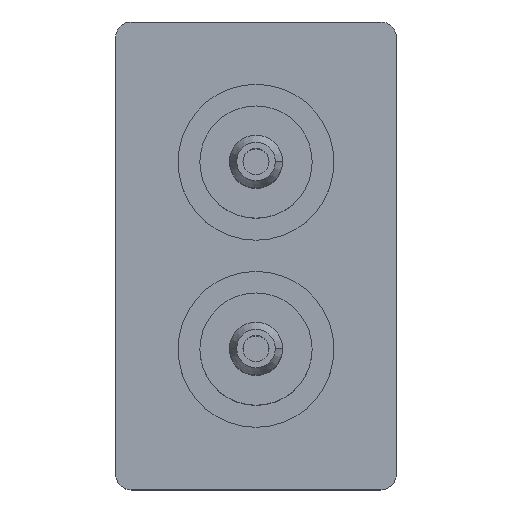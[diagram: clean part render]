
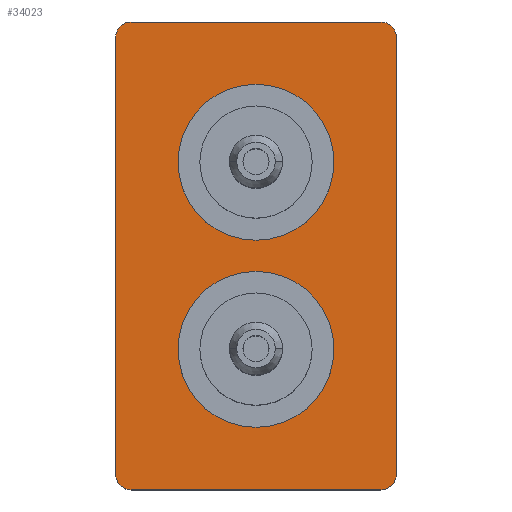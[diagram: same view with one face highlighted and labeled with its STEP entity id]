
A CAD part, top view. The second image highlights one B-rep face of the part: STEP entity #34023.
In plain terms, the highlighted planar face has unit normal (0, 0, 1).
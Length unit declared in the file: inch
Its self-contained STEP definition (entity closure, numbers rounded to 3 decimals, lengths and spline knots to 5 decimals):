
#26453=DIRECTION('',(0.,-1.,0.));
#26454=VECTOR('',#26453,0.7);
#26455=CARTESIAN_POINT('',(-0.225,0.725,0.));
#26456=LINE('',#26455,#26454);
#27045=CARTESIAN_POINT('',(0.,0.525,0.));
#27046=DIRECTION('',(0.,0.,-1.));
#27047=DIRECTION('',(-1.,0.,0.));
#27048=AXIS2_PLACEMENT_3D('',#27045,#27046,#27047);
#27050=CARTESIAN_POINT('',(0.,0.525,0.));
#27051=DIRECTION('',(0.,0.,-1.));
#27052=DIRECTION('',(1.,0.,0.));
#27053=AXIS2_PLACEMENT_3D('',#27050,#27051,#27052);
#27055=CARTESIAN_POINT('',(0.,0.225,0.));
#27056=DIRECTION('',(0.,0.,-1.));
#27057=DIRECTION('',(1.,0.,0.));
#27058=AXIS2_PLACEMENT_3D('',#27055,#27056,#27057);
#27060=CARTESIAN_POINT('',(0.,0.225,0.));
#27061=DIRECTION('',(0.,0.,-1.));
#27062=DIRECTION('',(-1.,0.,0.));
#27063=AXIS2_PLACEMENT_3D('',#27060,#27061,#27062);
#27065=CARTESIAN_POINT('',(0.2,0.725,0.));
#27066=DIRECTION('',(0.,0.,1.));
#27067=DIRECTION('',(1.,0.,0.));
#27068=AXIS2_PLACEMENT_3D('',#27065,#27066,#27067);
#27070=CARTESIAN_POINT('',(0.2,0.025,0.));
#27071=DIRECTION('',(0.,0.,1.));
#27072=DIRECTION('',(0.,-1.,0.));
#27073=AXIS2_PLACEMENT_3D('',#27070,#27071,#27072);
#27075=CARTESIAN_POINT('',(-0.2,0.025,0.));
#27076=DIRECTION('',(0.,0.,1.));
#27077=DIRECTION('',(-1.,0.,0.));
#27078=AXIS2_PLACEMENT_3D('',#27075,#27076,#27077);
#27080=CARTESIAN_POINT('',(-0.2,0.725,0.));
#27081=DIRECTION('',(0.,0.,1.));
#27082=DIRECTION('',(0.,1.,0.));
#27083=AXIS2_PLACEMENT_3D('',#27080,#27081,#27082);
#27085=DIRECTION('',(1.,0.,0.));
#27086=VECTOR('',#27085,0.4);
#27087=CARTESIAN_POINT('',(-0.2,0.75,0.));
#27088=LINE('',#27087,#27086);
#27300=DIRECTION('',(1.,0.,0.));
#27301=VECTOR('',#27300,0.4);
#27302=CARTESIAN_POINT('',(-0.2,0.,0.));
#27303=LINE('',#27302,#27301);
#27344=DIRECTION('',(0.,-1.,0.));
#27345=VECTOR('',#27344,0.7);
#27346=CARTESIAN_POINT('',(0.225,0.725,0.));
#27347=LINE('',#27346,#27345);
#31963=CARTESIAN_POINT('',(-0.101,0.525,0.));
#31964=CARTESIAN_POINT('',(0.101,0.525,0.));
#31965=VERTEX_POINT('',#31963);
#31966=VERTEX_POINT('',#31964);
#31971=CARTESIAN_POINT('',(0.101,0.225,0.));
#31972=CARTESIAN_POINT('',(-0.101,0.225,0.));
#31973=VERTEX_POINT('',#31971);
#31974=VERTEX_POINT('',#31972);
#32005=CARTESIAN_POINT('',(0.225,0.725,0.));
#32006=CARTESIAN_POINT('',(0.2,0.75,0.));
#32007=VERTEX_POINT('',#32005);
#32008=VERTEX_POINT('',#32006);
#32014=CARTESIAN_POINT('',(-0.2,0.75,0.));
#32015=VERTEX_POINT('',#32014);
#32016=CARTESIAN_POINT('',(-0.225,0.725,0.));
#32017=VERTEX_POINT('',#32016);
#32018=CARTESIAN_POINT('',(-0.225,0.025,0.));
#32019=CARTESIAN_POINT('',(-0.2,0.,0.));
#32020=VERTEX_POINT('',#32018);
#32021=VERTEX_POINT('',#32019);
#32027=CARTESIAN_POINT('',(0.2,0.,0.));
#32028=VERTEX_POINT('',#32027);
#32029=CARTESIAN_POINT('',(0.225,0.025,0.));
#32030=VERTEX_POINT('',#32029);
#33991=CARTESIAN_POINT('',(-0.225,0.75,0.));
#33992=DIRECTION('',(0.,0.,1.));
#33993=DIRECTION('',(0.,-1.,0.));
#33994=AXIS2_PLACEMENT_3D('',#33991,#33992,#33993);
#33995=PLANE('',#33994);
#33996=ORIENTED_EDGE('',*,*,#33981,.F.);
#33998=ORIENTED_EDGE('',*,*,#33997,.T.);
#34000=ORIENTED_EDGE('',*,*,#33999,.F.);
#34002=ORIENTED_EDGE('',*,*,#34001,.F.);
#34004=ORIENTED_EDGE('',*,*,#34003,.F.);
#34005=ORIENTED_EDGE('',*,*,#33656,.F.);
#34006=ORIENTED_EDGE('',*,*,#33952,.F.);
#34008=ORIENTED_EDGE('',*,*,#34007,.T.);
#34009=EDGE_LOOP('',(#33996,#33998,#34000,#34002,#34004,#34005,#34006,#34008));
#34010=FACE_OUTER_BOUND('',#34009,.F.);
#34012=ORIENTED_EDGE('',*,*,#34011,.F.);
#34014=ORIENTED_EDGE('',*,*,#34013,.F.);
#34015=EDGE_LOOP('',(#34012,#34014));
#34016=FACE_BOUND('',#34015,.F.);
#34018=ORIENTED_EDGE('',*,*,#34017,.F.);
#34020=ORIENTED_EDGE('',*,*,#34019,.F.);
#34021=EDGE_LOOP('',(#34018,#34020));
#34022=FACE_BOUND('',#34021,.F.);
#34023=ADVANCED_FACE('',(#34010,#34016,#34022),#33995,.T.);
#27049=CIRCLE('',#27048,0.101);
#27054=CIRCLE('',#27053,0.101);
#27059=CIRCLE('',#27058,0.101);
#27064=CIRCLE('',#27063,0.101);
#27069=CIRCLE('',#27068,0.025);
#27074=CIRCLE('',#27073,0.025);
#27079=CIRCLE('',#27078,0.025);
#27084=CIRCLE('',#27083,0.025);
#33656=EDGE_CURVE('',#32017,#32020,#26456,.T.);
#33952=EDGE_CURVE('',#32015,#32017,#27084,.T.);
#33981=EDGE_CURVE('',#32007,#32008,#27069,.T.);
#33997=EDGE_CURVE('',#32007,#32030,#27347,.T.);
#33999=EDGE_CURVE('',#32028,#32030,#27074,.T.);
#34001=EDGE_CURVE('',#32021,#32028,#27303,.T.);
#34003=EDGE_CURVE('',#32020,#32021,#27079,.T.);
#34007=EDGE_CURVE('',#32015,#32008,#27088,.T.);
#34011=EDGE_CURVE('',#31973,#31974,#27059,.T.);
#34013=EDGE_CURVE('',#31974,#31973,#27064,.T.);
#34017=EDGE_CURVE('',#31965,#31966,#27049,.T.);
#34019=EDGE_CURVE('',#31966,#31965,#27054,.T.);
